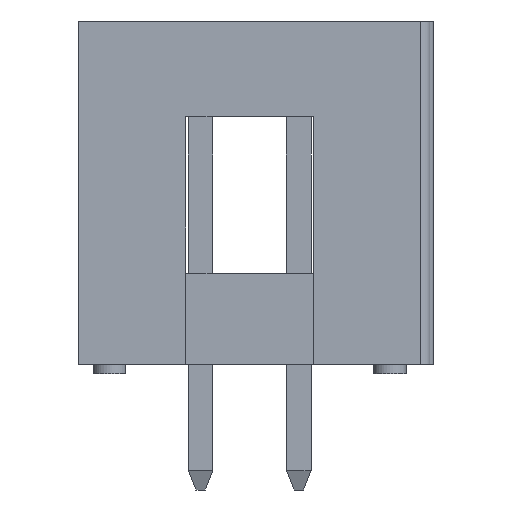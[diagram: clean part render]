
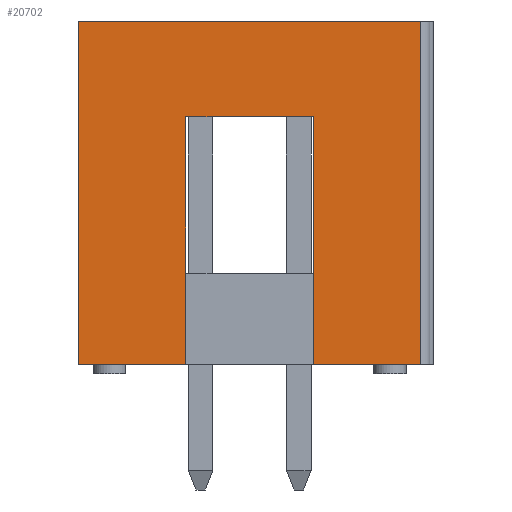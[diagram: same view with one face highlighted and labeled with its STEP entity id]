
A CAD part, front view. The second image highlights one B-rep face of the part: STEP entity #20702.
In plain terms, the highlighted face is planar.
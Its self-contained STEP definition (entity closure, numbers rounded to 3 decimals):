
#1273=ORIENTED_EDGE('',*,*,#4126,.T.);
#1274=ORIENTED_EDGE('',*,*,#4299,.F.);
#1275=ORIENTED_EDGE('',*,*,#4294,.T.);
#1276=ORIENTED_EDGE('',*,*,#4298,.T.);
#1277=ORIENTED_EDGE('',*,*,#4122,.T.);
#1278=ORIENTED_EDGE('',*,*,#4265,.F.);
#1279=ORIENTED_EDGE('',*,*,#4495,.F.);
#1280=ORIENTED_EDGE('',*,*,#4275,.T.);
#4122=EDGE_CURVE('',#6116,#6115,#7294,.T.);
#4126=EDGE_CURVE('',#6120,#6119,#7298,.T.);
#4265=EDGE_CURVE('',#6255,#6115,#7435,.T.);
#4275=EDGE_CURVE('',#6265,#6120,#7445,.T.);
#4294=EDGE_CURVE('',#6276,#6277,#7463,.T.);
#4298=EDGE_CURVE('',#6277,#6116,#7467,.T.);
#4299=EDGE_CURVE('',#6276,#6119,#7468,.T.);
#4495=EDGE_CURVE('',#6265,#6255,#7662,.T.);
#6115=VERTEX_POINT('',#26319);
#6116=VERTEX_POINT('',#26321);
#6119=VERTEX_POINT('',#26327);
#6120=VERTEX_POINT('',#26329);
#6255=VERTEX_POINT('',#26605);
#6265=VERTEX_POINT('',#26628);
#6276=VERTEX_POINT('',#26661);
#6277=VERTEX_POINT('',#26663);
#7294=LINE('',#26320,#9277);
#7298=LINE('',#26328,#9281);
#7435=LINE('',#26606,#9418);
#7445=LINE('',#26627,#9428);
#7463=LINE('',#26664,#9446);
#7467=LINE('',#26670,#9450);
#7468=LINE('',#26672,#9451);
#7662=LINE('',#27060,#9645);
#9277=VECTOR('',#22431,1000.);
#9281=VECTOR('',#22435,1000.);
#9418=VECTOR('',#22582,1000.);
#9428=VECTOR('',#22596,1000.);
#9446=VECTOR('',#22626,1000.);
#9450=VECTOR('',#22634,1000.);
#9451=VECTOR('',#22637,1000.);
#9645=VECTOR('',#22867,1000.);
#11507=EDGE_LOOP('',(#1273,#1274,#1275,#1276,#1277,#1278,#1279,#1280));
#12510=FACE_BOUND('',#11507,.T.);
#13412=PLANE('',#21638);
#20702=ADVANCED_FACE('',(#12510),#13412,.T.);
#21638=AXIS2_PLACEMENT_3D('',#27727,#23556,#23557);
#22431=DIRECTION('',(0.,1.,0.));
#22435=DIRECTION('',(0.,1.,0.));
#22582=DIRECTION('',(0.,0.,-1.));
#22596=DIRECTION('',(0.,0.,-1.));
#22626=DIRECTION('',(0.,1.,0.));
#22634=DIRECTION('',(0.,0.,-1.));
#22637=DIRECTION('',(0.,0.,-1.));
#22867=DIRECTION('',(0.,1.,0.));
#23556=DIRECTION('',(1.,0.,0.));
#23557=DIRECTION('',(0.,0.,-1.));
#26319=CARTESIAN_POINT('',(29.23,4.425,-4.425));
#26320=CARTESIAN_POINT('',(29.23,-4.425,-4.425));
#26321=CARTESIAN_POINT('',(29.23,1.65,-4.425));
#26327=CARTESIAN_POINT('',(29.23,-1.65,-4.425));
#26328=CARTESIAN_POINT('',(29.23,-4.425,-4.425));
#26329=CARTESIAN_POINT('',(29.23,-4.425,-4.425));
#26605=CARTESIAN_POINT('',(29.23,4.425,4.425));
#26606=CARTESIAN_POINT('',(29.23,4.425,4.425));
#26627=CARTESIAN_POINT('',(29.23,-4.425,4.425));
#26628=CARTESIAN_POINT('',(29.23,-4.425,4.425));
#26661=CARTESIAN_POINT('',(29.23,-1.65,1.975));
#26663=CARTESIAN_POINT('',(29.23,1.65,1.975));
#26664=CARTESIAN_POINT('',(29.23,-1.65,1.975));
#26670=CARTESIAN_POINT('',(29.23,1.65,1.975));
#26672=CARTESIAN_POINT('',(29.23,-1.65,1.975));
#27060=CARTESIAN_POINT('',(29.23,-4.425,4.425));
#27727=CARTESIAN_POINT('',(29.23,-4.425,4.425));
